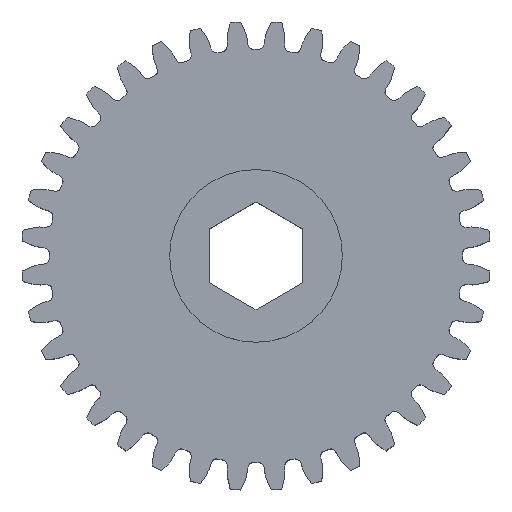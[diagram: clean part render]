
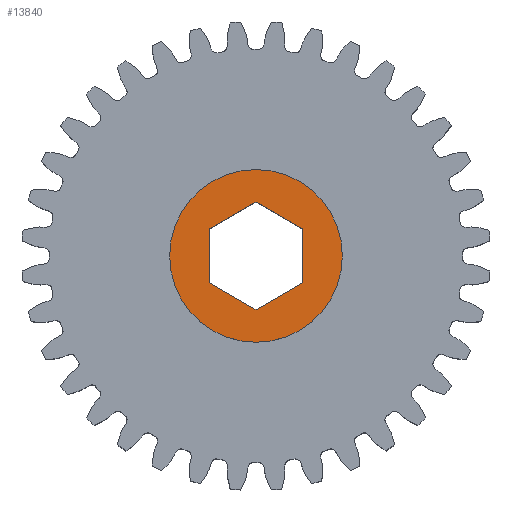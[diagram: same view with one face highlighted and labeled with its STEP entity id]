
A CAD part, top view. The second image highlights one B-rep face of the part: STEP entity #13840.
In plain terms, the highlighted planar face has unit normal (0, 0, 1).
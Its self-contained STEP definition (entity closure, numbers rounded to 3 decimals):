
#98 = DIRECTION ( 'NONE',  ( 1., 0., 0. ) ) ;
#255 = CARTESIAN_POINT ( 'NONE',  ( 0., -5.543, 6.325 ) ) ;
#506 = AXIS2_PLACEMENT_3D ( 'NONE', #8615, #1892, #9726 ) ;
#670 = EDGE_CURVE ( 'NONE', #13411, #1414, #6161, .T. ) ;
#846 = VERTEX_POINT ( 'NONE', #12573 ) ;
#1339 = EDGE_LOOP ( 'NONE', ( #14127, #10237 ) ) ;
#1414 = VERTEX_POINT ( 'NONE', #13928 ) ;
#1892 = DIRECTION ( 'NONE',  ( 0., 0., 1. ) ) ;
#1978 = AXIS2_PLACEMENT_3D ( 'NONE', #12420, #5789, #13533 ) ;
#2084 = DIRECTION ( 'NONE',  ( -0.866, -0.5, 0. ) ) ;
#2332 = VERTEX_POINT ( 'NONE', #2391 ) ;
#2391 = CARTESIAN_POINT ( 'NONE',  ( -8.89, 0., 6.325 ) ) ;
#2463 = VERTEX_POINT ( 'NONE', #2648 ) ;
#2648 = CARTESIAN_POINT ( 'NONE',  ( 0., 5.543, 6.325 ) ) ;
#2706 = LINE ( 'NONE', #9916, #8321 ) ;
#3030 = VERTEX_POINT ( 'NONE', #9792 ) ;
#3130 = VERTEX_POINT ( 'NONE', #12002 ) ;
#3616 = EDGE_CURVE ( 'NONE', #3030, #13411, #7929, .T. ) ;
#3678 = ORIENTED_EDGE ( 'NONE', *, *, #10861, .F. ) ;
#4402 = DIRECTION ( 'NONE',  ( -0.866, 0.5, 0. ) ) ;
#4475 = VECTOR ( 'NONE', #13363, 1000. ) ;
#4555 = ORIENTED_EDGE ( 'NONE', *, *, #670, .F. ) ;
#4612 = PLANE ( 'NONE',  #1978 ) ;
#4840 = ORIENTED_EDGE ( 'NONE', *, *, #11068, .F. ) ;
#5188 = CARTESIAN_POINT ( 'NONE',  ( 4.801, 2.772, 6.325 ) ) ;
#5271 = CARTESIAN_POINT ( 'NONE',  ( -4.801, 2.772, 6.325 ) ) ;
#5352 = FACE_BOUND ( 'NONE', #9031, .T. ) ;
#5603 = DIRECTION ( 'NONE',  ( 0., 1., 0. ) ) ;
#5789 = DIRECTION ( 'NONE',  ( 0., 0., 1. ) ) ;
#6015 = ORIENTED_EDGE ( 'NONE', *, *, #8198, .F. ) ;
#6161 = LINE ( 'NONE', #255, #9140 ) ;
#6843 = DIRECTION ( 'NONE',  ( 0., 0., 1. ) ) ;
#7097 = LINE ( 'NONE', #5271, #4475 ) ;
#7350 = EDGE_CURVE ( 'NONE', #846, #2332, #12119, .T. ) ;
#7763 = EDGE_CURVE ( 'NONE', #2332, #846, #11750, .T. ) ;
#7812 = VECTOR ( 'NONE', #4402, 1000. ) ;
#7929 = LINE ( 'NONE', #11700, #10479 ) ;
#8158 = LINE ( 'NONE', #5188, #7812 ) ;
#8198 = EDGE_CURVE ( 'NONE', #9415, #2463, #8158, .T. ) ;
#8321 = VECTOR ( 'NONE', #2084, 1000. ) ;
#8615 = CARTESIAN_POINT ( 'NONE',  ( 0., 0., 6.325 ) ) ;
#9031 = EDGE_LOOP ( 'NONE', ( #4555, #9768, #10350, #3678, #6015, #4840 ) ) ;
#9140 = VECTOR ( 'NONE', #10675, 1000. ) ;
#9224 = CARTESIAN_POINT ( 'NONE',  ( 4.801, 2.772, 6.325 ) ) ;
#9415 = VERTEX_POINT ( 'NONE', #9224 ) ;
#9726 = DIRECTION ( 'NONE',  ( 1., 0., 0. ) ) ;
#9768 = ORIENTED_EDGE ( 'NONE', *, *, #3616, .F. ) ;
#9792 = CARTESIAN_POINT ( 'NONE',  ( -4.801, -2.772, 6.325 ) ) ;
#9916 = CARTESIAN_POINT ( 'NONE',  ( 0., 5.543, 6.325 ) ) ;
#10237 = ORIENTED_EDGE ( 'NONE', *, *, #7350, .T. ) ;
#10350 = ORIENTED_EDGE ( 'NONE', *, *, #12877, .F. ) ;
#10479 = VECTOR ( 'NONE', #13919, 1000. ) ;
#10554 = VECTOR ( 'NONE', #5603, 1000. ) ;
#10675 = DIRECTION ( 'NONE',  ( 0.866, 0.5, 0. ) ) ;
#10861 = EDGE_CURVE ( 'NONE', #2463, #3130, #2706, .T. ) ;
#11068 = EDGE_CURVE ( 'NONE', #1414, #9415, #13515, .T. ) ;
#11261 = FACE_OUTER_BOUND ( 'NONE', #1339, .T. ) ;
#11700 = CARTESIAN_POINT ( 'NONE',  ( -4.801, -2.772, 6.325 ) ) ;
#11750 = CIRCLE ( 'NONE', #506, 8.89 ) ;
#12002 = CARTESIAN_POINT ( 'NONE',  ( -4.801, 2.772, 6.325 ) ) ;
#12119 = CIRCLE ( 'NONE', #13528, 8.89 ) ;
#12223 = CARTESIAN_POINT ( 'NONE',  ( 0., -5.543, 6.325 ) ) ;
#12231 = CARTESIAN_POINT ( 'NONE',  ( 4.801, -2.772, 6.325 ) ) ;
#12420 = CARTESIAN_POINT ( 'NONE',  ( 0., 0., 6.325 ) ) ;
#12573 = CARTESIAN_POINT ( 'NONE',  ( 8.89, 0., 6.325 ) ) ;
#12877 = EDGE_CURVE ( 'NONE', #3130, #3030, #7097, .T. ) ;
#13363 = DIRECTION ( 'NONE',  ( 0., -1., 0. ) ) ;
#13411 = VERTEX_POINT ( 'NONE', #12223 ) ;
#13469 = CARTESIAN_POINT ( 'NONE',  ( 0., 0., 6.325 ) ) ;
#13515 = LINE ( 'NONE', #12231, #10554 ) ;
#13528 = AXIS2_PLACEMENT_3D ( 'NONE', #13469, #6843, #98 ) ;
#13533 = DIRECTION ( 'NONE',  ( 1., 0., 0. ) ) ;
#13840 = ADVANCED_FACE ( 'NONE', ( #5352, #11261 ), #4612, .T. ) ;
#13919 = DIRECTION ( 'NONE',  ( 0.866, -0.5, 0. ) ) ;
#13928 = CARTESIAN_POINT ( 'NONE',  ( 4.801, -2.772, 6.325 ) ) ;
#14127 = ORIENTED_EDGE ( 'NONE', *, *, #7763, .T. ) ;
